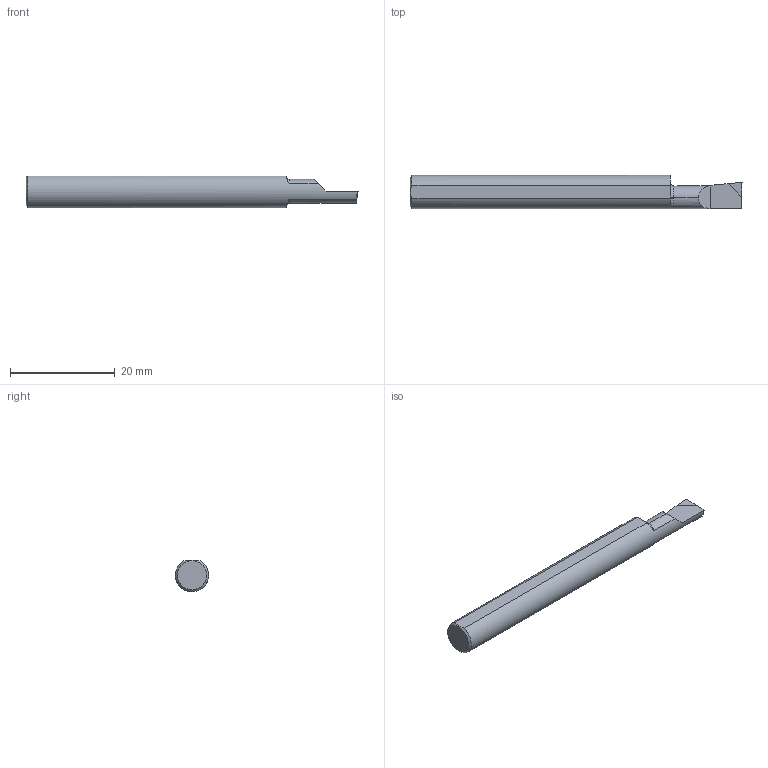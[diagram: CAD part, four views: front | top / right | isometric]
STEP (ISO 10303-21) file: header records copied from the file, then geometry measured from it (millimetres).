
FILE_DESCRIPTION (( 'STEP AP203' ), '1' );
FILE_NAME ('226097-PCD-B200500.STEP', '2025-04-18T23:09:44', ( '' ), ( '' ), 'SwSTEP 2.0', 'SolidWorks 2024', '' );
FILE_SCHEMA (( 'CONFIG_CONTROL_DESIGN' ));
Length unit declared in the file: inch
Products named in the file (3): 226097-PCD-B200500; PCD-B200 INSERT_B140 INSERT; PCD-B200_B200500
Assembly tree (2 placements, depth 2):
  226097-PCD-B200500
    PCD-B200 INSERT_B140 INSERT
    PCD-B200_B200500
Bounding box: 63.5 x 6.34 x 6.06 mm (x, y, z)
Volume: 1709 mm3; surface area: 1234.6 mm2
Topology: 3 solids, 3 shells, 39 faces, 95 edges, 62 vertices
Faces by surface type: plane 27, cylinder 6, torus 3, cone 2, bspline 1
Entity records: 1480 total; most frequent: CARTESIAN_POINT 291, ORIENTED_EDGE 190, DIRECTION 181, EDGE_CURVE 95, AXIS2_PLACEMENT_3D 62, VERTEX_POINT 62, VECTOR 57, LINE 57
